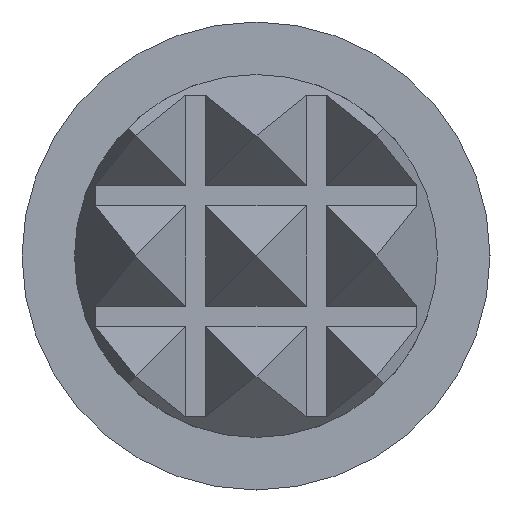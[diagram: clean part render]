
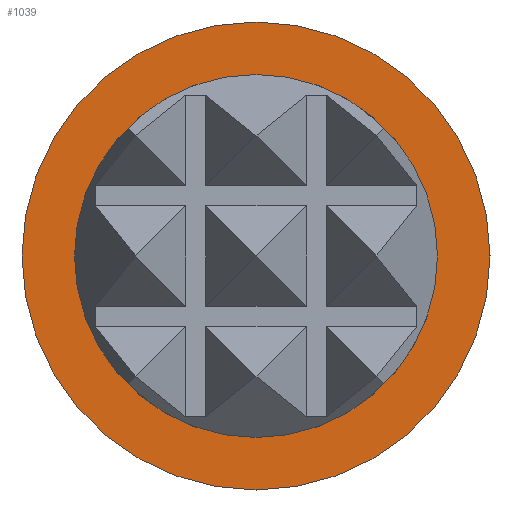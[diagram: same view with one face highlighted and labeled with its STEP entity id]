
A CAD part, left-side view. The second image highlights one B-rep face of the part: STEP entity #1039.
In plain terms, the highlighted planar face has unit normal (-1, 0, 0).
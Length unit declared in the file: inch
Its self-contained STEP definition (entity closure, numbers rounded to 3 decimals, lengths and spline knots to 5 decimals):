
#104 = AXIS2_PLACEMENT_3D ( 'NONE', #1264, #1262, #1270 ) ;
#144 = EDGE_CURVE ( 'NONE', #242, #247, #202, .T. ) ;
#147 = EDGE_CURVE ( 'NONE', #245, #238, #197, .T. ) ;
#153 = EDGE_CURVE ( 'NONE', #238, #245, #278, .T. ) ;
#154 = EDGE_CURVE ( 'NONE', #247, #242, #574, .T. ) ;
#194 = AXIS2_PLACEMENT_3D ( 'NONE', #826, #827, #828 ) ;
#196 = AXIS2_PLACEMENT_3D ( 'NONE', #836, #837, #838 ) ;
#197 = CIRCLE ( 'NONE', #196, 0.035 ) ;
#202 = CIRCLE ( 'NONE', #194, 0.02715 ) ;
#238 = VERTEX_POINT ( 'NONE', #362 ) ;
#242 = VERTEX_POINT ( 'NONE', #366 ) ;
#245 = VERTEX_POINT ( 'NONE', #369 ) ;
#247 = VERTEX_POINT ( 'NONE', #371 ) ;
#277 = AXIS2_PLACEMENT_3D ( 'NONE', #852, #853, #854 ) ;
#278 = CIRCLE ( 'NONE', #277, 0.035 ) ;
#362 = CARTESIAN_POINT ( 'NONE',  ( -0.343, -0.035, 0. ) ) ;
#366 = CARTESIAN_POINT ( 'NONE',  ( -0.343, -0.02715, 0. ) ) ;
#369 = CARTESIAN_POINT ( 'NONE',  ( -0.343, 0.035, 0. ) ) ;
#371 = CARTESIAN_POINT ( 'NONE',  ( -0.343, 0.02715, 0. ) ) ;
#574 = CIRCLE ( 'NONE', #575, 0.02715 ) ;
#575 = AXIS2_PLACEMENT_3D ( 'NONE', #856, #857, #858 ) ;
#826 = CARTESIAN_POINT ( 'NONE',  ( -0.343, 0., 0. ) ) ;
#827 = DIRECTION ( 'NONE',  ( 1., 0., 0. ) ) ;
#828 = DIRECTION ( 'NONE',  ( 0., 1., 0. ) ) ;
#836 = CARTESIAN_POINT ( 'NONE',  ( -0.343, 0., 0. ) ) ;
#837 = DIRECTION ( 'NONE',  ( 1., 0., 0. ) ) ;
#838 = DIRECTION ( 'NONE',  ( 0., 1., 0. ) ) ;
#852 = CARTESIAN_POINT ( 'NONE',  ( -0.343, 0., 0. ) ) ;
#853 = DIRECTION ( 'NONE',  ( 1., 0., 0. ) ) ;
#854 = DIRECTION ( 'NONE',  ( 0., 1., 0. ) ) ;
#856 = CARTESIAN_POINT ( 'NONE',  ( -0.343, 0., 0. ) ) ;
#857 = DIRECTION ( 'NONE',  ( 1., 0., 0. ) ) ;
#858 = DIRECTION ( 'NONE',  ( 0., 1., 0. ) ) ;
#946 = EDGE_LOOP ( 'NONE', ( #961, #960 ) ) ;
#948 = EDGE_LOOP ( 'NONE', ( #963, #962 ) ) ;
#960 = ORIENTED_EDGE ( 'NONE', *, *, #153, .F. ) ;
#961 = ORIENTED_EDGE ( 'NONE', *, *, #147, .F. ) ;
#962 = ORIENTED_EDGE ( 'NONE', *, *, #144, .T. ) ;
#963 = ORIENTED_EDGE ( 'NONE', *, *, #154, .T. ) ;
#1039 = ADVANCED_FACE ( 'NONE', ( #1265, #1267 ), #1268, .T. ) ;
#1262 = DIRECTION ( 'NONE',  ( -1., 0., 0. ) ) ;
#1264 = CARTESIAN_POINT ( 'NONE',  ( -0.343, 0.02715, 0. ) ) ;
#1265 = FACE_BOUND ( 'NONE', #948, .T. ) ;
#1267 = FACE_OUTER_BOUND ( 'NONE', #946, .T. ) ;
#1268 = PLANE ( 'NONE',  #104 ) ;
#1270 = DIRECTION ( 'NONE',  ( 0., -1., 0. ) ) ;
